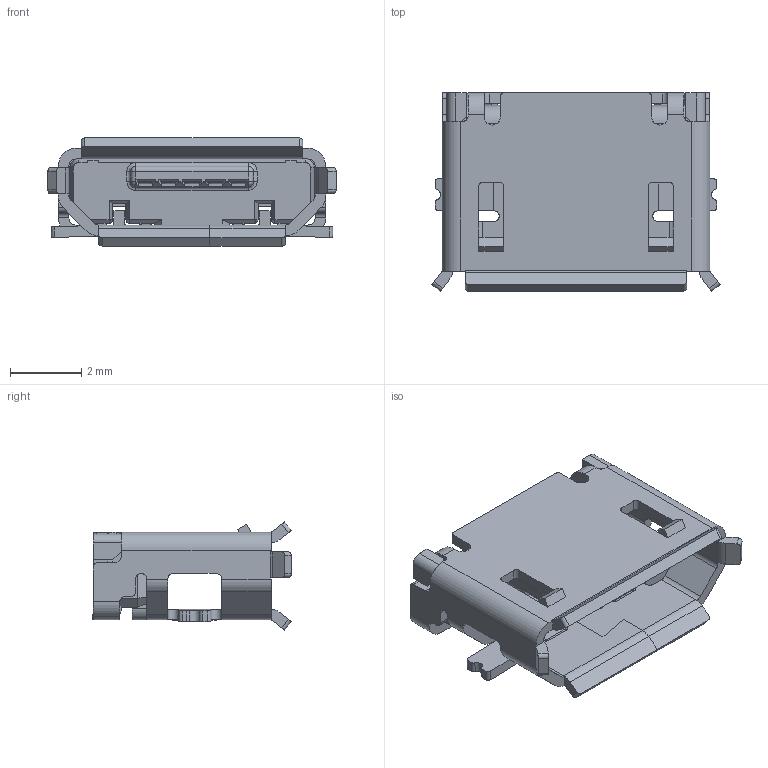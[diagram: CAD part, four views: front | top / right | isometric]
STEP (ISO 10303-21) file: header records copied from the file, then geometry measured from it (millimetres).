
FILE_DESCRIPTION (( 'STEP AP214' ), '1' );
FILE_NAME ('User Library-10104110.STEP', '2017-06-03T11:05:37', ( 'Windows User' ), ( '' ), 'SwSTEP 2.0', 'SolidWorks 2017', '' );
FILE_SCHEMA (( 'AUTOMOTIVE_DESIGN' ));
Length unit declared in the file: millimetre
Products named in the file (1): User Library-10104110
Bounding box: 8.08 x 5.56 x 3.03 mm (x, y, z)
Surface area: 276.7 mm2 (no closed solid volume)
Topology: 0 solids, 16 shells, 777 faces, 2211 edges, 1440 vertices
Faces by surface type: plane 526, cylinder 215, bspline 24, cone 12
Entity records: 34481 total; most frequent: CARTESIAN_POINT 6642, ORIENTED_EDGE 4322, DIRECTION 3473, EDGE_CURVE 2207, VECTOR 1543, LINE 1543, VERTEX_POINT 1440, AXIS2_PLACEMENT_3D 965
